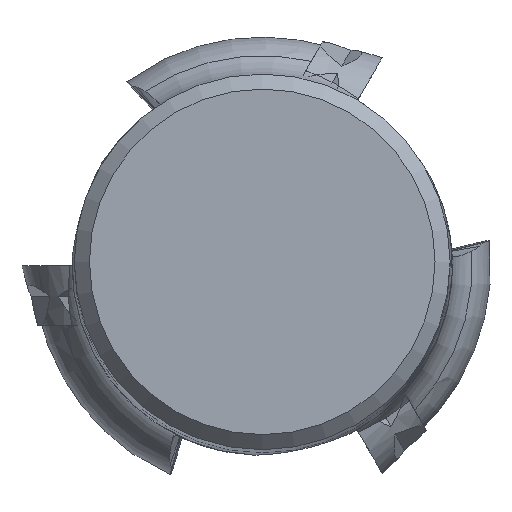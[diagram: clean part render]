
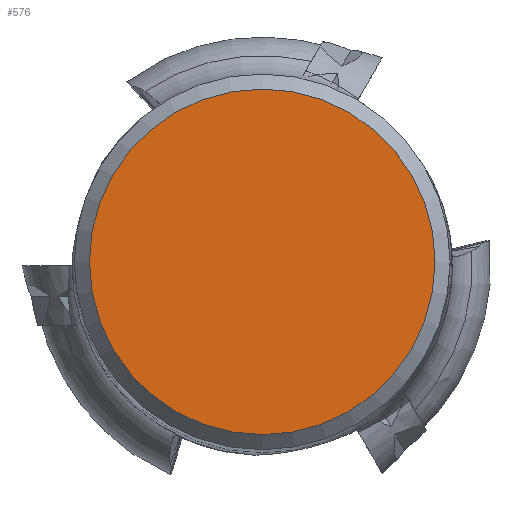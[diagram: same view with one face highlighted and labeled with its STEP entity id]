
A CAD part, top view. The second image highlights one B-rep face of the part: STEP entity #576.
In plain terms, the highlighted planar face has unit normal (0, 0, 1).
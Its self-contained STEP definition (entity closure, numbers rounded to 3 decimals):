
#381=FACE_OUTER_BOUND('',#982,.T.);
#576=ADVANCED_FACE('CU_SU3',(#381),#775,.F.);
#775=PLANE('',#4080);
#982=EDGE_LOOP('',(#1881));
#1249=CIRCLE('',#4079,11.495);
#1881=ORIENTED_EDGE('',*,*,#3300,.F.);
#2896=VERTEX_POINT('',#6106);
#3300=EDGE_CURVE('',#2896,#2896,#1249,.T.);
#4079=AXIS2_PLACEMENT_3D('',#6105,#4631,#4632);
#4080=AXIS2_PLACEMENT_3D('',#6107,#4633,#4634);
#4631=DIRECTION('',(0.,0.,-1.));
#4632=DIRECTION('',(-1.,0.,0.));
#4633=DIRECTION('',(0.,0.,-1.));
#4634=DIRECTION('',(-1.,0.,0.));
#6105=CARTESIAN_POINT('',(0.,0.,0.));
#6106=CARTESIAN_POINT('',(-11.495,0.,0.));
#6107=CARTESIAN_POINT('',(0.,0.,0.));
